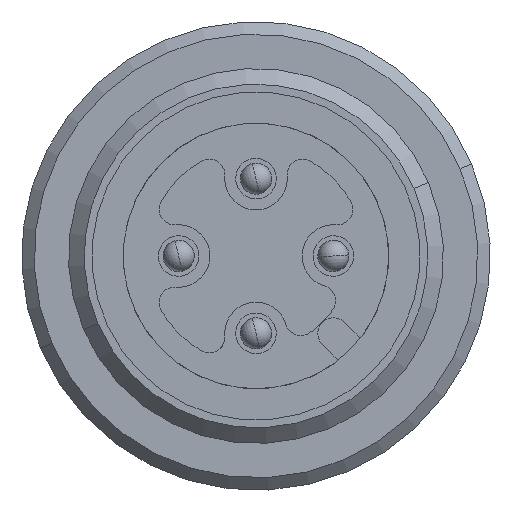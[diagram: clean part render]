
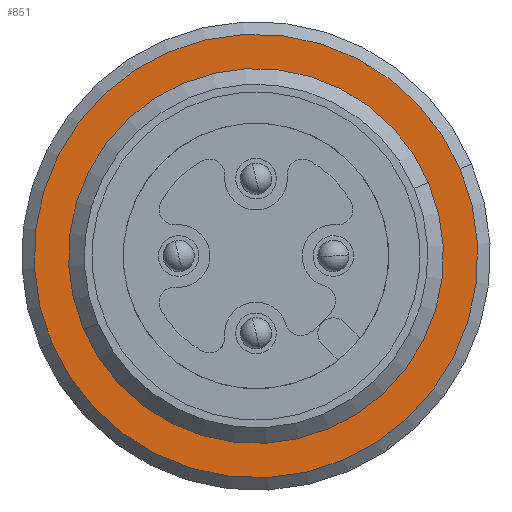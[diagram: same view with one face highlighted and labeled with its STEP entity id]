
A CAD part, front view. The second image highlights one B-rep face of the part: STEP entity #851.
In plain terms, the highlighted planar face has unit normal (0, -1, 0).
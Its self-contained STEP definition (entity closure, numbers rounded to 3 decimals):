
#684=FACE_BOUND('',#1320,.T.);
#685=FACE_BOUND('',#1321,.T.);
#851=ADVANCED_FACE('',(#684,#685),#959,.F.);
#959=PLANE('',#4146);
#1320=EDGE_LOOP('',(#2187,#2188));
#1321=EDGE_LOOP('',(#2189,#2190));
#2187=ORIENTED_EDGE('',*,*,#3321,.T.);
#2188=ORIENTED_EDGE('',*,*,#3318,.T.);
#2189=ORIENTED_EDGE('',*,*,#3322,.T.);
#2190=ORIENTED_EDGE('',*,*,#3323,.T.);
#2811=VERTEX_POINT('',#8976);
#2812=VERTEX_POINT('',#8978);
#2813=VERTEX_POINT('',#8985);
#2814=VERTEX_POINT('',#8986);
#3318=EDGE_CURVE('',#2812,#2811,#3695,.T.);
#3321=EDGE_CURVE('',#2811,#2812,#3697,.T.);
#3322=EDGE_CURVE('',#2813,#2814,#3698,.T.);
#3323=EDGE_CURVE('',#2814,#2813,#3699,.T.);
#3695=CIRCLE('',#4139,7.1);
#3697=CIRCLE('',#4142,7.1);
#3698=CIRCLE('',#4144,6.);
#3699=CIRCLE('',#4145,6.);
#4139=AXIS2_PLACEMENT_3D('',#8977,#5069,#5070);
#4142=AXIS2_PLACEMENT_3D('',#8982,#5076,#5077);
#4144=AXIS2_PLACEMENT_3D('',#8984,#5080,#5081);
#4145=AXIS2_PLACEMENT_3D('',#8987,#5082,#5083);
#4146=AXIS2_PLACEMENT_3D('',#8988,#5084,#5085);
#5069=DIRECTION('',(0.,-1.,0.));
#5070=DIRECTION('',(-0.919,0.,-0.393));
#5076=DIRECTION('',(0.,-1.,0.));
#5077=DIRECTION('',(0.919,0.,0.393));
#5080=DIRECTION('',(0.,1.,0.));
#5081=DIRECTION('',(-0.919,0.,-0.393));
#5082=DIRECTION('',(0.,1.,0.));
#5083=DIRECTION('',(0.919,0.,0.393));
#5084=DIRECTION('',(0.,1.,0.));
#5085=DIRECTION('',(0.919,0.,0.393));
#8976=CARTESIAN_POINT('',(6.528,9.2,2.792));
#8977=CARTESIAN_POINT('',(0.,9.2,0.));
#8978=CARTESIAN_POINT('',(-6.528,9.2,-2.792));
#8982=CARTESIAN_POINT('',(0.,9.2,0.));
#8984=CARTESIAN_POINT('',(0.,9.2,0.));
#8985=CARTESIAN_POINT('',(-5.517,9.2,-2.359));
#8986=CARTESIAN_POINT('',(5.517,9.2,2.359));
#8987=CARTESIAN_POINT('',(0.,9.2,0.));
#8988=CARTESIAN_POINT('',(2.359,9.2,-5.517));
